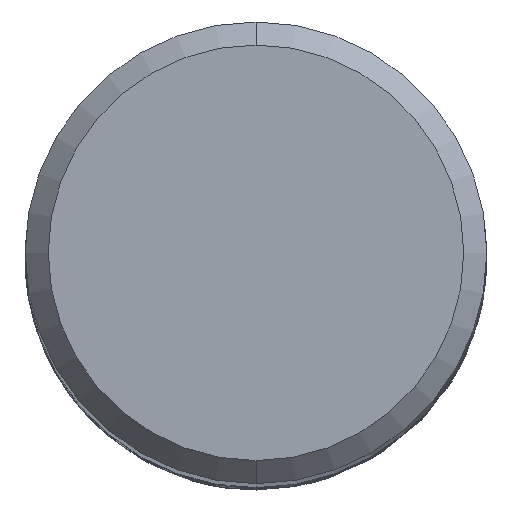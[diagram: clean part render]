
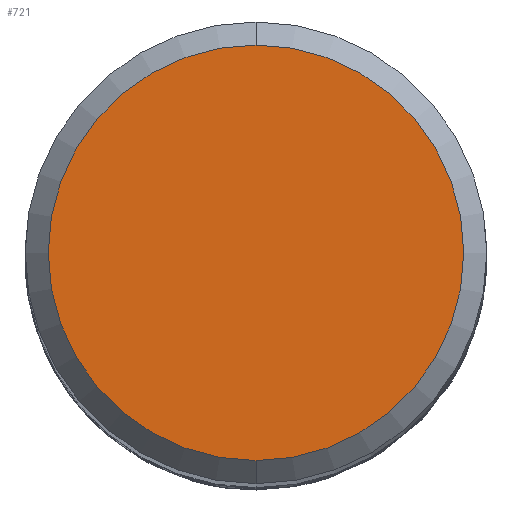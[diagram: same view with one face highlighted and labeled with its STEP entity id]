
A CAD part, top view. The second image highlights one B-rep face of the part: STEP entity #721.
In plain terms, the highlighted planar face has unit normal (0, 0, 1).
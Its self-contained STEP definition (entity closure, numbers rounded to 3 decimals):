
#721=ADVANCED_FACE('',(#2112),#2113,.T.);
#821=EDGE_CURVE('',#1333,#1713,#2217,.T.);
#1333=VERTEX_POINT('',#2773);
#1531=EDGE_CURVE('',#1713,#1333,#2994,.T.);
#1713=VERTEX_POINT('',#3195);
#2112=FACE_OUTER_BOUND('',#3627,.T.);
#2113=PLANE('',#3628);
#2217=CIRCLE('',#4352,4.5);
#2773=CARTESIAN_POINT('',(0.0,4.5,0.0));
#2994=CIRCLE('',#13384,4.5);
#3195=CARTESIAN_POINT('',(0.,-4.5,0.0));
#3627=EDGE_LOOP('',(#21284,#21285));
#3628=AXIS2_PLACEMENT_3D('',#21286,#21287,#21288);
#4352=AXIS2_PLACEMENT_3D('',#21343,#21344,#21345);
#13384=AXIS2_PLACEMENT_3D('',#22129,#22130,#22131);
#21284=ORIENTED_EDGE('',*,*,#821,.F.);
#21285=ORIENTED_EDGE('',*,*,#1531,.F.);
#21286=CARTESIAN_POINT('',(0.0,2.25,0.0));
#21287=DIRECTION('',(-0.0,0.0,1.0));
#21288=DIRECTION('',(0.0,-1.0,0.0));
#21343=CARTESIAN_POINT('',(0.0,0.0,0.0));
#21344=DIRECTION('',(0.0,0.0,-1.0));
#21345=DIRECTION('',(0.0,1.0,0.0));
#22129=CARTESIAN_POINT('',(0.0,0.0,0.0));
#22130=DIRECTION('',(0.0,0.0,-1.0));
#22131=DIRECTION('',(0.0,1.0,0.0));
